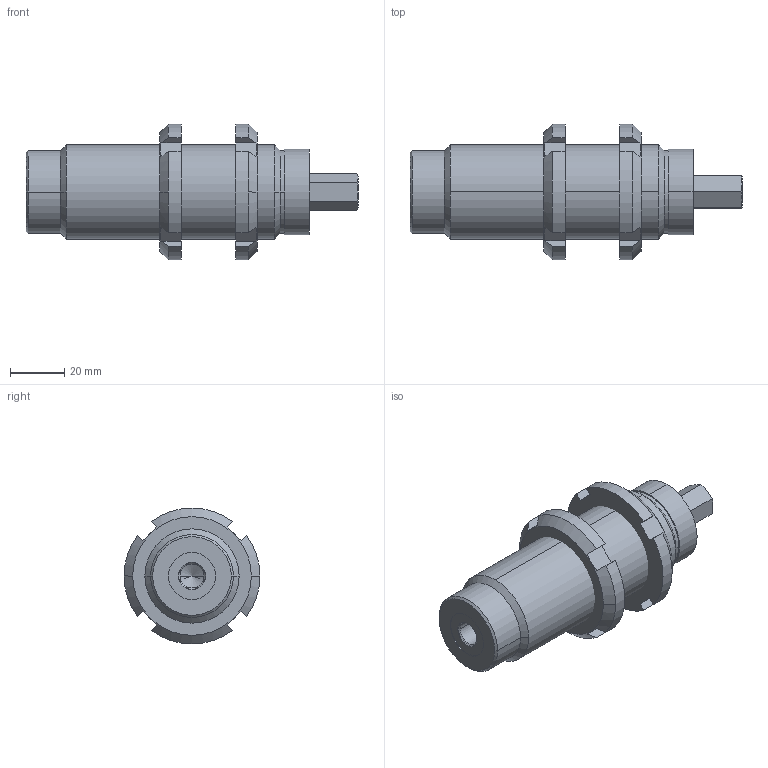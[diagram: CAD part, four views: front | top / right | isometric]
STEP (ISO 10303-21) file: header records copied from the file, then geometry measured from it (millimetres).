
FILE_DESCRIPTION((''),'2;1');
FILE_NAME('ILCM45589001_ASM','2006-06-02T',('KR'),(''),'PRO/ENGINEER BY PARAMETRIC TECHNOLOGY CORPORATION, 2004290','PRO/ENGINEER BY PARAMETRIC TECHNOLOGY CORPORATION, 2004290','');
FILE_SCHEMA(('AUTOMOTIVE_DESIGN_CC2 { 1 2 10303 214 -1 1 5 2 }'));
Length unit declared in the file: millimetre
Products named in the file (3): ILCM45589001; ILCM45589001_NUT; ILCM45589001_ASM
Assembly tree (3 placements, depth 2):
  ILCM45589001_ASM
    ILCM45589001
    ILCM45589001_NUT  x2
Bounding box: 122.3 x 50.04 x 50.04 mm (x, y, z)
Volume: 109119.9 mm3; surface area: 22445.9 mm2
Topology: 3 solids, 4 shells, 92 faces, 228 edges, 144 vertices
Faces by surface type: plane 40, cylinder 30, cone 22
Entity records: 2269 total; most frequent: CARTESIAN_POINT 464, DIRECTION 362, ORIENTED_EDGE 324, EDGE_CURVE 164, AXIS2_PLACEMENT_3D 144, COLOUR_RGB 105, VERTEX_POINT 104, EDGE_LOOP 78
